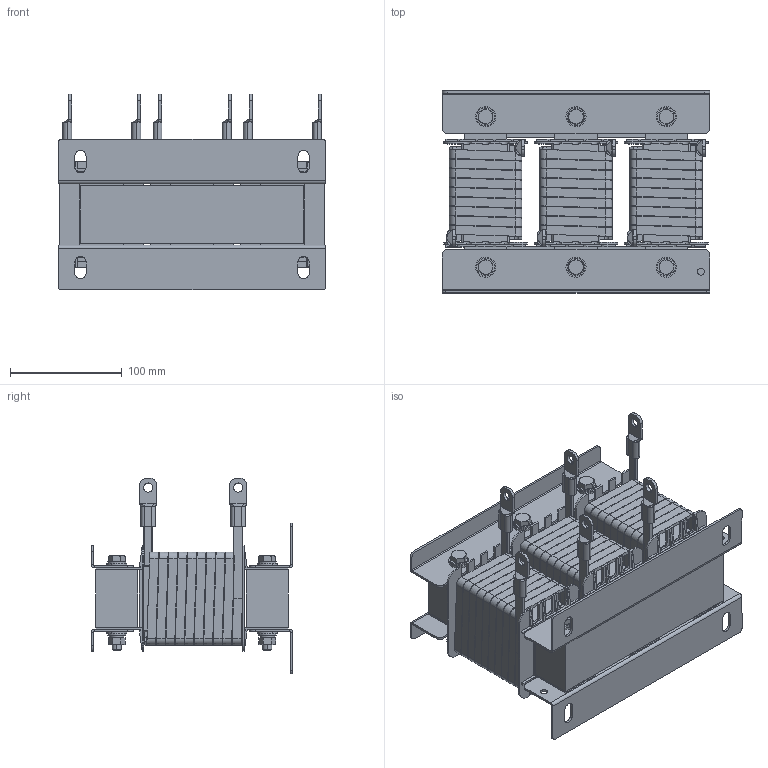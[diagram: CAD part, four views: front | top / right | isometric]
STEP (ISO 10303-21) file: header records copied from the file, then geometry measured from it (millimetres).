
FILE_DESCRIPTION (( 'STEP AP214' ), '1' );
FILE_NAME ('ACL 38-55-95蚾饜极.STEP', '2025-05-06T00:24:51', ( '' ), ( '' ), 'SwSTEP 2.0', 'SolidWorks 2024', '' );
FILE_SCHEMA (( 'AUTOMOTIVE_DESIGN' ));
Length unit declared in the file: millimetre
Products named in the file (15): ACL  38-55-95装配体; 上轭铁38-200-52; 铝拉板  38-173-1.5; 六角头螺栓-GBT5782_M8X80; 上支架  240-38-20; 鞍形弹簧垫圈-GBT7245_8; 线圈  38-55-95  装配体1; 1型六角螺母-GBT6170_M8; 下支架  240-39-40; 平垫圈_C级-GBT95_8; 线圈方形（38-55-95）; 柱铁（38-95-52）; 直径8T字型绝缘垫; 接线鼻sc50-8; 骨架线圈（38-55-95）
Assembly tree (64 placements, depth 3):
  ACL  38-55-95装配体
    上轭铁38-200-52  x2
    铝拉板  38-173-1.5  x6
    下支架  240-39-40  x2
    直径8T字型绝缘垫  x12
    平垫圈_C级-GBT95_8  x12
    六角头螺栓-GBT5782_M8X80  x6
    鞍形弹簧垫圈-GBT7245_8  x6
    1型六角螺母-GBT6170_M8  x6
    柱铁（38-95-52）  x3
    线圈  38-55-95  装配体1  x3
      骨架线圈（38-55-95）
      线圈方形（38-55-95）
      接线鼻sc50-8
    上支架  240-38-20  x2
Bounding box: 240 x 181 x 175.5 mm (x, y, z)
Volume: 1921672.7 mm3; surface area: 750725.8 mm2
Topology: 75 solids, 75 shells, 2008 faces, 5248 edges, 3408 vertices
Faces by surface type: plane 1196, cylinder 680, cone 108, bspline 24
Entity records: 23928 total; most frequent: CARTESIAN_POINT 9523, ORIENTED_EDGE 3000, DIRECTION 2662, EDGE_CURVE 1500, VERTEX_POINT 973, AXIS2_PLACEMENT_3D 891, LINE 880, VECTOR 880
